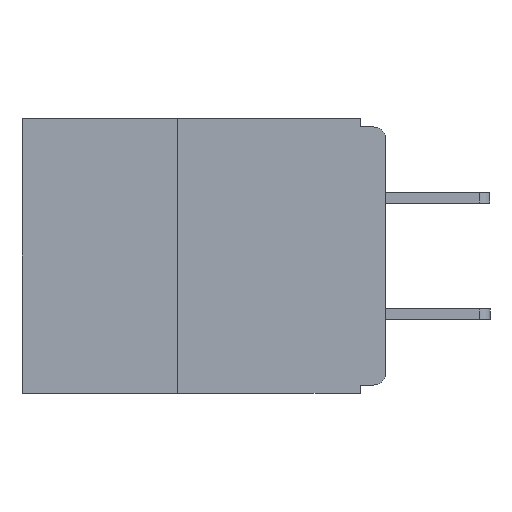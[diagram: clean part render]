
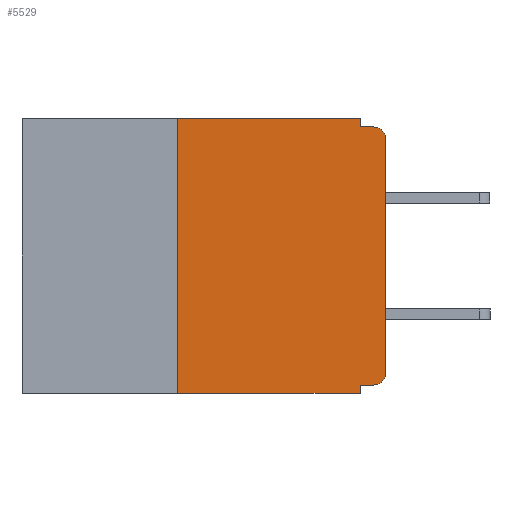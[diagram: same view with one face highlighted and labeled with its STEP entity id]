
A CAD part, left-side view. The second image highlights one B-rep face of the part: STEP entity #5529.
In plain terms, the highlighted planar face has unit normal (-1, 0, 0).
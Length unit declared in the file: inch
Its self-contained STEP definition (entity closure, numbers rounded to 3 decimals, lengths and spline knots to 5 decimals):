
#91 = DIRECTION ( 'NONE',  ( 0., 0., -1. ) ) ;
#261 = CARTESIAN_POINT ( 'NONE',  ( 0., 0.031, -0.33 ) ) ;
#278 = VECTOR ( 'NONE', #25417, 39.37008 ) ;
#618 = VERTEX_POINT ( 'NONE', #3728 ) ;
#1456 = EDGE_CURVE ( 'NONE', #4871, #10330, #13887, .T. ) ;
#1466 = CARTESIAN_POINT ( 'NONE',  ( 0., 0.015, -0.01 ) ) ;
#1971 = VERTEX_POINT ( 'NONE', #17130 ) ;
#2020 = EDGE_LOOP ( 'NONE', ( #14580, #5508, #18134, #10660, #27851, #25547, #16304, #5629, #19316, #25546 ) ) ;
#2294 = EDGE_CURVE ( 'NONE', #12050, #27894, #20275, .T. ) ;
#2472 = EDGE_CURVE ( 'NONE', #10330, #1971, #10413, .T. ) ;
#2482 = DIRECTION ( 'NONE',  ( 0., 0., -1. ) ) ;
#2514 = DIRECTION ( 'NONE',  ( 1., 0., 0. ) ) ;
#2583 = PLANE ( 'NONE',  #7130 ) ;
#2775 = CARTESIAN_POINT ( 'NONE',  ( 0., 0.437, 0. ) ) ;
#2850 = CARTESIAN_POINT ( 'NONE',  ( 0., 0.015, -0.305 ) ) ;
#3023 = DIRECTION ( 'NONE',  ( 0., 0., 1. ) ) ;
#3643 = AXIS2_PLACEMENT_3D ( 'NONE', #20449, #26134, #26231 ) ;
#3682 = CARTESIAN_POINT ( 'NONE',  ( 0., 0.25, -0.33 ) ) ;
#3728 = CARTESIAN_POINT ( 'NONE',  ( 0., 0.031, -0.01 ) ) ;
#4871 = VERTEX_POINT ( 'NONE', #11558 ) ;
#5135 = DIRECTION ( 'NONE',  ( 0., 0., -1. ) ) ;
#5465 = VERTEX_POINT ( 'NONE', #3682 ) ;
#5508 = ORIENTED_EDGE ( 'NONE', *, *, #2294, .T. ) ;
#5529 = ADVANCED_FACE ( 'NONE', ( #25437 ), #2583, .F. ) ;
#5628 = LINE ( 'NONE', #10309, #278 ) ;
#5629 = ORIENTED_EDGE ( 'NONE', *, *, #2472, .F. ) ;
#5776 = EDGE_CURVE ( 'NONE', #10013, #12050, #20092, .T. ) ;
#5928 = DIRECTION ( 'NONE',  ( 0., -1., 0. ) ) ;
#7110 = CARTESIAN_POINT ( 'NONE',  ( 0., 0.031, -0.32 ) ) ;
#7130 = AXIS2_PLACEMENT_3D ( 'NONE', #2775, #2514, #2482 ) ;
#8295 = EDGE_CURVE ( 'NONE', #5465, #1971, #20928, .T. ) ;
#8713 = DIRECTION ( 'NONE',  ( 0., -1., 0. ) ) ;
#8814 = CARTESIAN_POINT ( 'NONE',  ( 0., 0., -0.01 ) ) ;
#10013 = VERTEX_POINT ( 'NONE', #27631 ) ;
#10309 = CARTESIAN_POINT ( 'NONE',  ( 0., 0.25, -0.33 ) ) ;
#10330 = VERTEX_POINT ( 'NONE', #7110 ) ;
#10413 = LINE ( 'NONE', #261, #26927 ) ;
#10623 = VECTOR ( 'NONE', #8713, 39.37008 ) ;
#10660 = ORIENTED_EDGE ( 'NONE', *, *, #23434, .F. ) ;
#10807 = AXIS2_PLACEMENT_3D ( 'NONE', #2850, #18299, #5135 ) ;
#10816 = CARTESIAN_POINT ( 'NONE',  ( 0., 0.25, 0. ) ) ;
#11558 = CARTESIAN_POINT ( 'NONE',  ( 0., 0.015, -0.32 ) ) ;
#11754 = DIRECTION ( 'NONE',  ( 0., -1., 0. ) ) ;
#12050 = VERTEX_POINT ( 'NONE', #27840 ) ;
#13223 = VECTOR ( 'NONE', #5928, 39.37008 ) ;
#13495 = CARTESIAN_POINT ( 'NONE',  ( 0., 0.031, 0. ) ) ;
#13762 = VECTOR ( 'NONE', #91, 39.37008 ) ;
#13887 = LINE ( 'NONE', #17702, #24685 ) ;
#14336 = VECTOR ( 'NONE', #3023, 39.37008 ) ;
#14455 = EDGE_CURVE ( 'NONE', #5465, #17240, #5628, .T. ) ;
#14558 = DIRECTION ( 'NONE',  ( 0., 0., -1. ) ) ;
#14580 = ORIENTED_EDGE ( 'NONE', *, *, #5776, .T. ) ;
#14652 = EDGE_CURVE ( 'NONE', #17240, #20699, #17650, .T. ) ;
#16304 = ORIENTED_EDGE ( 'NONE', *, *, #8295, .T. ) ;
#17130 = CARTESIAN_POINT ( 'NONE',  ( 0., 0.031, -0.33 ) ) ;
#17143 = CIRCLE ( 'NONE', #10807, 0.015 ) ;
#17240 = VERTEX_POINT ( 'NONE', #10816 ) ;
#17650 = LINE ( 'NONE', #21190, #13223 ) ;
#17702 = CARTESIAN_POINT ( 'NONE',  ( 0., 0., -0.32 ) ) ;
#18134 = ORIENTED_EDGE ( 'NONE', *, *, #19635, .F. ) ;
#18299 = DIRECTION ( 'NONE',  ( -1., 0., 0. ) ) ;
#19316 = ORIENTED_EDGE ( 'NONE', *, *, #1456, .F. ) ;
#19519 = LINE ( 'NONE', #13495, #13762 ) ;
#19635 = EDGE_CURVE ( 'NONE', #618, #27894, #22171, .T. ) ;
#19756 = DIRECTION ( 'NONE',  ( 0., 1., 0. ) ) ;
#20092 = LINE ( 'NONE', #24820, #14336 ) ;
#20275 = CIRCLE ( 'NONE', #3643, 0.015 ) ;
#20391 = CARTESIAN_POINT ( 'NONE',  ( 0., 0.031, 0. ) ) ;
#20449 = CARTESIAN_POINT ( 'NONE',  ( 0., 0.015, -0.025 ) ) ;
#20472 = CARTESIAN_POINT ( 'NONE',  ( 0., 0.437, -0.33 ) ) ;
#20699 = VERTEX_POINT ( 'NONE', #20391 ) ;
#20928 = LINE ( 'NONE', #20472, #26581 ) ;
#21190 = CARTESIAN_POINT ( 'NONE',  ( 0., 0.437, 0. ) ) ;
#22171 = LINE ( 'NONE', #8814, #10623 ) ;
#23434 = EDGE_CURVE ( 'NONE', #20699, #618, #19519, .T. ) ;
#24177 = EDGE_CURVE ( 'NONE', #4871, #10013, #17143, .T. ) ;
#24685 = VECTOR ( 'NONE', #19756, 39.37008 ) ;
#24820 = CARTESIAN_POINT ( 'NONE',  ( 0., 0., 0. ) ) ;
#25417 = DIRECTION ( 'NONE',  ( 0., 0., 1. ) ) ;
#25437 = FACE_OUTER_BOUND ( 'NONE', #2020, .T. ) ;
#25546 = ORIENTED_EDGE ( 'NONE', *, *, #24177, .T. ) ;
#25547 = ORIENTED_EDGE ( 'NONE', *, *, #14455, .F. ) ;
#26134 = DIRECTION ( 'NONE',  ( -1., 0., 0. ) ) ;
#26231 = DIRECTION ( 'NONE',  ( 0., 0., -1. ) ) ;
#26581 = VECTOR ( 'NONE', #11754, 39.37008 ) ;
#26927 = VECTOR ( 'NONE', #14558, 39.37008 ) ;
#27631 = CARTESIAN_POINT ( 'NONE',  ( 0., 0., -0.305 ) ) ;
#27840 = CARTESIAN_POINT ( 'NONE',  ( 0., 0., -0.025 ) ) ;
#27851 = ORIENTED_EDGE ( 'NONE', *, *, #14652, .F. ) ;
#27894 = VERTEX_POINT ( 'NONE', #1466 ) ;
